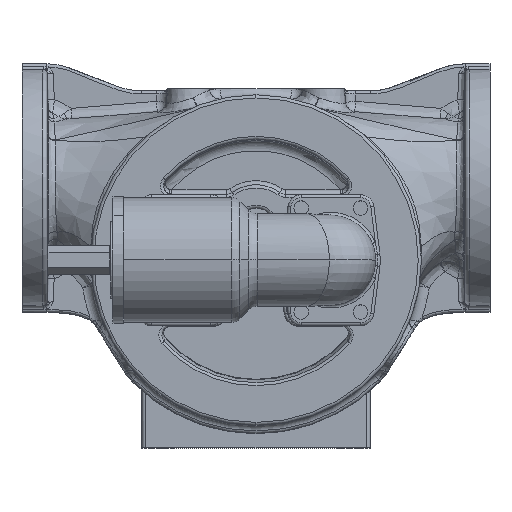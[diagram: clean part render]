
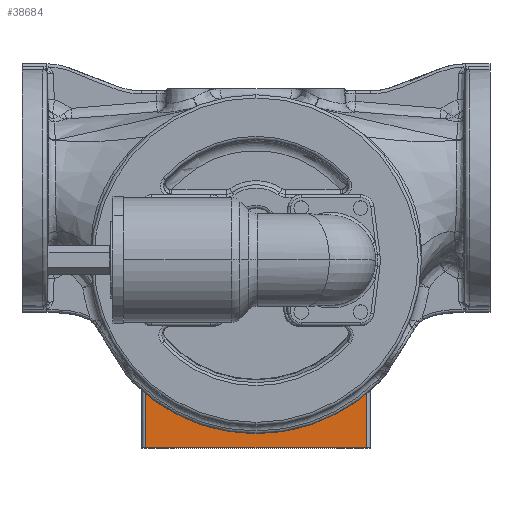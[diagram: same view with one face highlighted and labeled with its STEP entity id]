
A CAD part, top view. The second image highlights one B-rep face of the part: STEP entity #38684.
In plain terms, the highlighted planar face has unit normal (0, 0, 1).
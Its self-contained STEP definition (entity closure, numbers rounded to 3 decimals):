
#6072=CARTESIAN_POINT('',(0.,180.,-2.));
#6073=DIRECTION('',(0.,0.,-1.));
#6074=DIRECTION('',(0.663,-0.749,0.));
#6075=AXIS2_PLACEMENT_3D('',#6072,#6073,#6074);
#6077=DIRECTION('',(-1.,0.,0.));
#6078=VECTOR('',#6077,212.);
#6079=CARTESIAN_POINT('',(106.,0.,-2.));
#6080=LINE('',#6079,#6078);
#6081=DIRECTION('',(0.,-1.,0.));
#6082=VECTOR('',#6081,60.15);
#6083=CARTESIAN_POINT('',(-106.,60.15,-2.));
#6084=LINE('',#6083,#6082);
#6085=DIRECTION('',(0.,1.,0.));
#6086=VECTOR('',#6085,60.15);
#6087=CARTESIAN_POINT('',(106.,0.,-2.));
#6088=LINE('',#6087,#6086);
#6166=CARTESIAN_POINT('',(106.,60.15,-2.));
#11988=CARTESIAN_POINT('',(-106.,60.15,-2.));
#32535=VERTEX_POINT('',#11988);
#32537=VERTEX_POINT('',#6166);
#32713=CARTESIAN_POINT('',(106.,0.,-2.));
#32714=CARTESIAN_POINT('',(-106.,0.,-2.));
#32715=VERTEX_POINT('',#32713);
#32716=VERTEX_POINT('',#32714);
#38670=CARTESIAN_POINT('',(110.,-3.,-2.));
#38671=DIRECTION('',(0.,0.,1.));
#38672=DIRECTION('',(-1.,0.,0.));
#38673=AXIS2_PLACEMENT_3D('',#38670,#38671,#38672);
#38674=PLANE('',#38673);
#38676=ORIENTED_EDGE('',*,*,#38675,.T.);
#38678=ORIENTED_EDGE('',*,*,#38677,.F.);
#38679=ORIENTED_EDGE('',*,*,#38664,.F.);
#38681=ORIENTED_EDGE('',*,*,#38680,.F.);
#38682=EDGE_LOOP('',(#38676,#38678,#38679,#38681));
#38683=FACE_OUTER_BOUND('',#38682,.F.);
#38684=ADVANCED_FACE('',(#38683),#38674,.T.);
#6076=CIRCLE('',#6075,160.);
#38664=EDGE_CURVE('',#32537,#32535,#6076,.T.);
#38675=EDGE_CURVE('',#32715,#32716,#6080,.T.);
#38677=EDGE_CURVE('',#32535,#32716,#6084,.T.);
#38680=EDGE_CURVE('',#32715,#32537,#6088,.T.);
